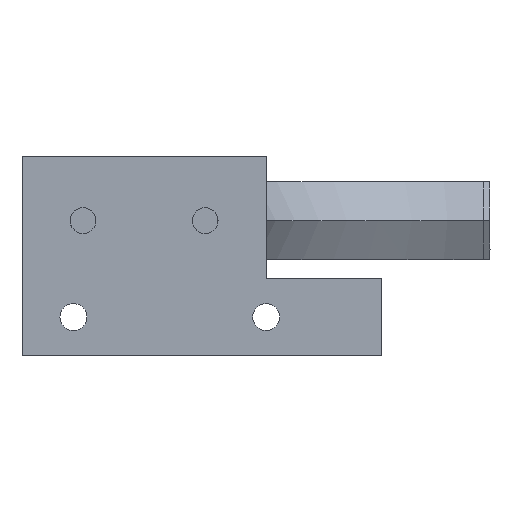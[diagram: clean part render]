
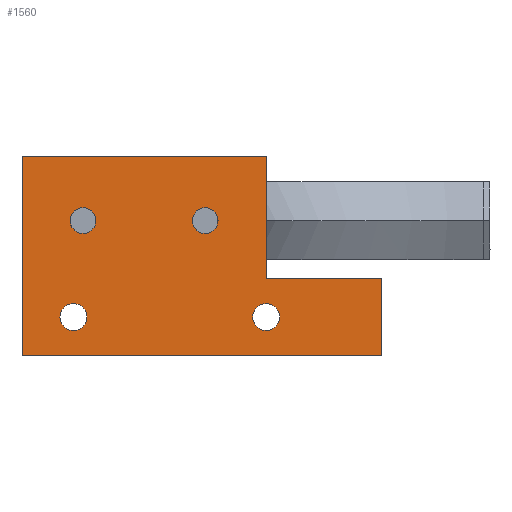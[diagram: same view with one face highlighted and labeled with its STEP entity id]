
A CAD part, front view. The second image highlights one B-rep face of the part: STEP entity #1560.
In plain terms, the highlighted planar face has unit normal (0, -1, 0).
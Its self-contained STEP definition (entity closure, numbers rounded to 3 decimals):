
#1434 = VERTEX_POINT('',#1435);
#1435 = CARTESIAN_POINT('',(-53.48,-43.3,-13.));
#1441 = EDGE_CURVE('',#1434,#1442,#1444,.T.);
#1442 = VERTEX_POINT('',#1443);
#1443 = CARTESIAN_POINT('',(-53.48,-43.3,-1.));
#1444 = LINE('',#1445,#1446);
#1445 = CARTESIAN_POINT('',(-53.48,-43.3,-13.));
#1446 = VECTOR('',#1447,1.);
#1447 = DIRECTION('',(0.,0.,1.));
#1472 = EDGE_CURVE('',#1442,#1473,#1475,.T.);
#1473 = VERTEX_POINT('',#1474);
#1474 = CARTESIAN_POINT('',(-71.48,-43.3,-1.));
#1475 = LINE('',#1476,#1477);
#1476 = CARTESIAN_POINT('',(-53.48,-43.3,-1.));
#1477 = VECTOR('',#1478,1.);
#1478 = DIRECTION('',(-1.,0.,0.));
#1560 = ADVANCED_FACE('',(#1561,#1595,#1606,#1617,#1628),#1639,.F.);
#1561 = FACE_BOUND('',#1562,.F.);
#1562 = EDGE_LOOP('',(#1563,#1564,#1572,#1580,#1588,#1594));
#1563 = ORIENTED_EDGE('',*,*,#1441,.F.);
#1564 = ORIENTED_EDGE('',*,*,#1565,.F.);
#1565 = EDGE_CURVE('',#1566,#1434,#1568,.T.);
#1566 = VERTEX_POINT('',#1567);
#1567 = CARTESIAN_POINT('',(-109.48,-43.3,-13.));
#1568 = LINE('',#1569,#1570);
#1569 = CARTESIAN_POINT('',(-109.48,-43.3,-13.));
#1570 = VECTOR('',#1571,1.);
#1571 = DIRECTION('',(1.,0.,0.));
#1572 = ORIENTED_EDGE('',*,*,#1573,.F.);
#1573 = EDGE_CURVE('',#1574,#1566,#1576,.T.);
#1574 = VERTEX_POINT('',#1575);
#1575 = CARTESIAN_POINT('',(-109.48,-43.3,18.));
#1576 = LINE('',#1577,#1578);
#1577 = CARTESIAN_POINT('',(-109.48,-43.3,18.));
#1578 = VECTOR('',#1579,1.);
#1579 = DIRECTION('',(0.,0.,-1.));
#1580 = ORIENTED_EDGE('',*,*,#1581,.F.);
#1581 = EDGE_CURVE('',#1582,#1574,#1584,.T.);
#1582 = VERTEX_POINT('',#1583);
#1583 = CARTESIAN_POINT('',(-71.48,-43.3,18.));
#1584 = LINE('',#1585,#1586);
#1585 = CARTESIAN_POINT('',(-71.48,-43.3,18.));
#1586 = VECTOR('',#1587,1.);
#1587 = DIRECTION('',(-1.,0.,0.));
#1588 = ORIENTED_EDGE('',*,*,#1589,.F.);
#1589 = EDGE_CURVE('',#1473,#1582,#1590,.T.);
#1590 = LINE('',#1591,#1592);
#1591 = CARTESIAN_POINT('',(-71.48,-43.3,-1.));
#1592 = VECTOR('',#1593,1.);
#1593 = DIRECTION('',(0.,0.,1.));
#1594 = ORIENTED_EDGE('',*,*,#1472,.F.);
#1595 = FACE_BOUND('',#1596,.F.);
#1596 = EDGE_LOOP('',(#1597));
#1597 = ORIENTED_EDGE('',*,*,#1598,.T.);
#1598 = EDGE_CURVE('',#1599,#1599,#1601,.T.);
#1599 = VERTEX_POINT('',#1600);
#1600 = CARTESIAN_POINT('',(-99.38,-43.3,-7.));
#1601 = CIRCLE('',#1602,2.1);
#1602 = AXIS2_PLACEMENT_3D('',#1603,#1604,#1605);
#1603 = CARTESIAN_POINT('',(-101.48,-43.3,-7.));
#1604 = DIRECTION('',(0.,-1.,0.));
#1605 = DIRECTION('',(1.,0.,0.));
#1606 = FACE_BOUND('',#1607,.F.);
#1607 = EDGE_LOOP('',(#1608));
#1608 = ORIENTED_EDGE('',*,*,#1609,.F.);
#1609 = EDGE_CURVE('',#1610,#1610,#1612,.T.);
#1610 = VERTEX_POINT('',#1611);
#1611 = CARTESIAN_POINT('',(-97.98,-43.3,8.));
#1612 = CIRCLE('',#1613,2.);
#1613 = AXIS2_PLACEMENT_3D('',#1614,#1615,#1616);
#1614 = CARTESIAN_POINT('',(-99.98,-43.3,8.));
#1615 = DIRECTION('',(-0.,1.,0.));
#1616 = DIRECTION('',(1.,0.,0.));
#1617 = FACE_BOUND('',#1618,.F.);
#1618 = EDGE_LOOP('',(#1619));
#1619 = ORIENTED_EDGE('',*,*,#1620,.T.);
#1620 = EDGE_CURVE('',#1621,#1621,#1623,.T.);
#1621 = VERTEX_POINT('',#1622);
#1622 = CARTESIAN_POINT('',(-69.38,-43.3,-7.));
#1623 = CIRCLE('',#1624,2.1);
#1624 = AXIS2_PLACEMENT_3D('',#1625,#1626,#1627);
#1625 = CARTESIAN_POINT('',(-71.48,-43.3,-7.));
#1626 = DIRECTION('',(0.,-1.,0.));
#1627 = DIRECTION('',(1.,0.,0.));
#1628 = FACE_BOUND('',#1629,.F.);
#1629 = EDGE_LOOP('',(#1630));
#1630 = ORIENTED_EDGE('',*,*,#1631,.F.);
#1631 = EDGE_CURVE('',#1632,#1632,#1634,.T.);
#1632 = VERTEX_POINT('',#1633);
#1633 = CARTESIAN_POINT('',(-78.98,-43.3,8.));
#1634 = CIRCLE('',#1635,2.);
#1635 = AXIS2_PLACEMENT_3D('',#1636,#1637,#1638);
#1636 = CARTESIAN_POINT('',(-80.98,-43.3,8.));
#1637 = DIRECTION('',(-0.,1.,0.));
#1638 = DIRECTION('',(1.,0.,0.));
#1639 = PLANE('',#1640);
#1640 = AXIS2_PLACEMENT_3D('',#1641,#1642,#1643);
#1641 = CARTESIAN_POINT('',(-83.784,-43.3,-0.305));
#1642 = DIRECTION('',(0.,1.,0.));
#1643 = DIRECTION('',(0.,0.,1.));
